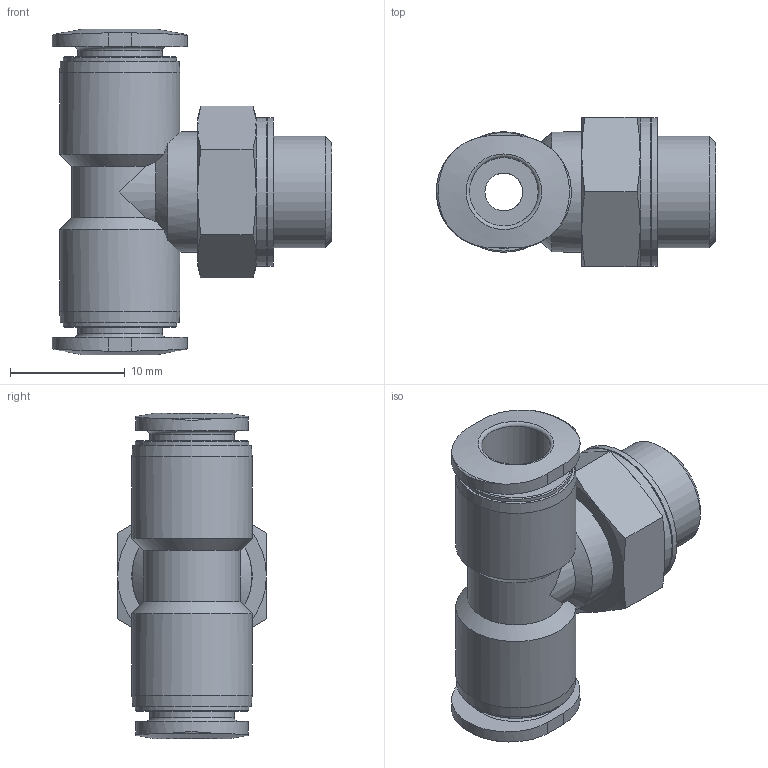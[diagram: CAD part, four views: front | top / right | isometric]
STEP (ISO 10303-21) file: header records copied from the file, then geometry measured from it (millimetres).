
FILE_DESCRIPTION(/* description */ ('STEP AP214'),/* implementation_level */ '2;1');
FILE_NAME(/* name */ '186273_QSMT-G1_8-6',/* time_stamp */ '2024-09-13T15:43:32+02:00',/* author */ ('License CC BY-ND 4.0'),/* organization */ ('CADENAS'),/* preprocessor_version */ 'ST-DEVELOPER v19.3',/* originating_system */ 'PARTsolutions',/* authorisation */ ' ');
FILE_SCHEMA (('AUTOMOTIVE_DESIGN {1 0 10303 214 3 1 1}'));
Length unit declared in the file: millimetre
Products named in the file (1): 186273 QSMT-G1/8-6
Bounding box: 24.4 x 13 x 28.4 mm (x, y, z)
Volume: 2897.6 mm3; surface area: 2550.1 mm2
Topology: 1 solids, 1 shells, 76 faces, 178 edges, 113 vertices
Faces by surface type: cone 25, plane 22, cylinder 21, torus 8
Full cylindrical faces by diameter (mm): 3.3 x2, 6 x2, 7.4 x2, 9.728 x1, 9.9 x2, 10.5 x3, 13 x2
Entity records: 2600 total; most frequent: CARTESIAN_POINT 495, DIRECTION 312, ORIENTED_EDGE 288, AXIS2_PLACEMENT_3D 147, EDGE_CURVE 144, EDGE_LOOP 116, FACE_BOUND 116, VERTEX_POINT 106
